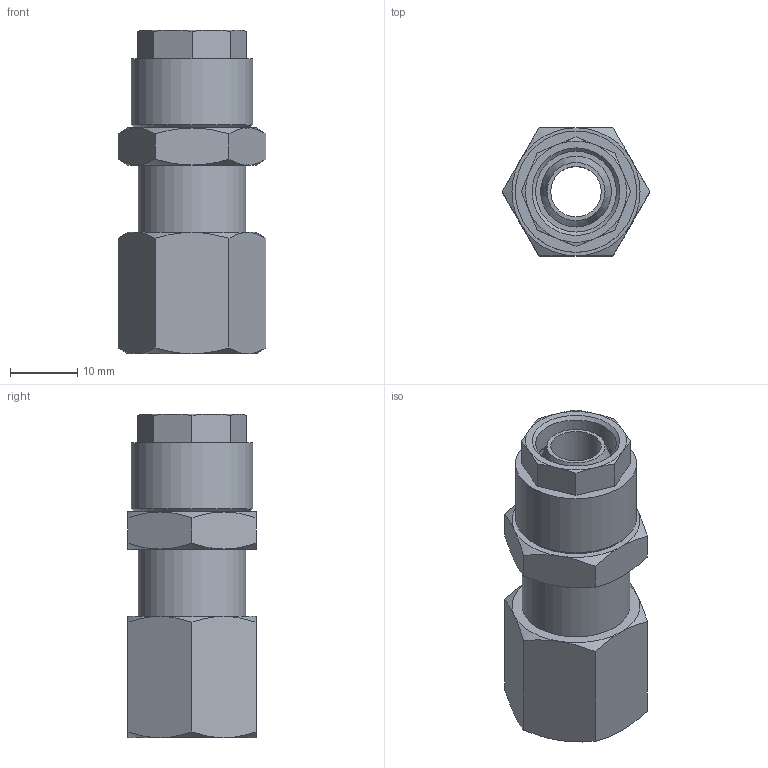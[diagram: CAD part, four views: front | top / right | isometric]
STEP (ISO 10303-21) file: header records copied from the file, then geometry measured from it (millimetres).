
FILE_DESCRIPTION(( 'MC.43.12.14.STP' ), '1');
FILE_NAME( 'MC.43.12.14.STP', '2018-10-02T09:27:57',( 'Sopra'),('sopra-pneumatic.com'), 'SwSTEP 2.0','SolidWorks 2009','' );
FILE_SCHEMA (('AUTOMOTIVE_DESIGN { 1 0 10303 214 1 1 1 1 }'));
Length unit declared in the file: millimetre
Products named in the file (4): Root; 10524; 17008; Kontermutter
Assembly tree (3 placements, depth 2):
  Root
    10524
    17008
    Kontermutter
Bounding box: 21.94 x 19 x 48 mm (x, y, z)
Volume: 9228.7 mm3; surface area: 6730.2 mm2
Topology: 3 solids, 3 shells, 83 faces, 183 edges, 110 vertices
Faces by surface type: cone 43, plane 30, cylinder 9, torus 1
Full cylindrical faces by diameter (mm): 7.5 x1, 9.5 x1, 11.445 x1, 12 x1, 14.73 x2, 16 x1, 16.9 x1, 18 x1
Entity records: 3732 total; most frequent: DIRECTION 454, CARTESIAN_POINT 341, PRESENTATION_STYLE_ASSIGNMENT 307, COLOUR_RGB 305, DRAUGHTING_PRE_DEFINED_CURVE_FONT 304, CURVE_STYLE 304, OVER_RIDING_STYLED_ITEM 304, ORIENTED_EDGE 304
